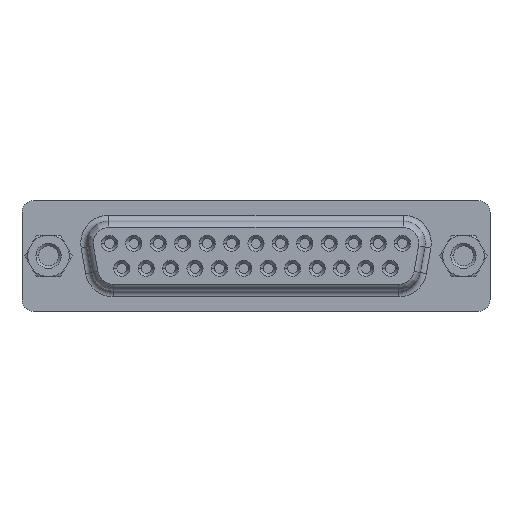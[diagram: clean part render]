
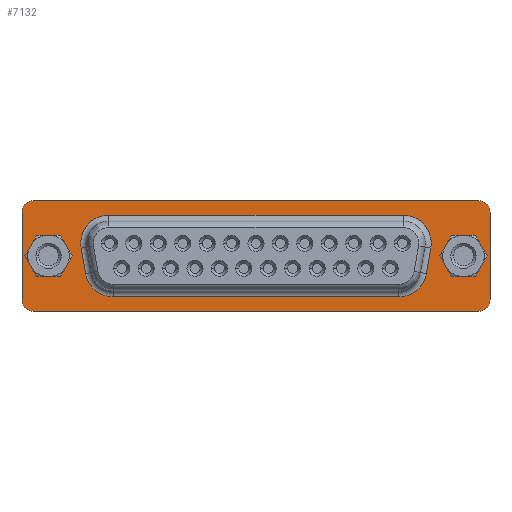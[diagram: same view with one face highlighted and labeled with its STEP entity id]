
A CAD part, top view. The second image highlights one B-rep face of the part: STEP entity #7132.
In plain terms, the highlighted planar face has unit normal (0, 0, 1).
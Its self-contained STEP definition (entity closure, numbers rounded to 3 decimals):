
#805=CARTESIAN_POINT('',(-25.25,4.975,-5.7));
#806=DIRECTION('',(0.,0.,1.));
#807=DIRECTION('',(0.,1.,0.));
#808=AXIS2_PLACEMENT_3D('',#805,#806,#807);
#810=DIRECTION('',(-1.,0.,0.));
#811=VECTOR('',#810,50.5);
#812=CARTESIAN_POINT('',(25.25,6.275,-5.7));
#813=LINE('',#812,#811);
#814=CARTESIAN_POINT('',(25.25,4.975,-5.7));
#815=DIRECTION('',(0.,0.,1.));
#816=DIRECTION('',(1.,0.,0.));
#817=AXIS2_PLACEMENT_3D('',#814,#815,#816);
#819=DIRECTION('',(0.,1.,0.));
#820=VECTOR('',#819,9.95);
#821=CARTESIAN_POINT('',(26.55,-4.975,-5.7));
#822=LINE('',#821,#820);
#823=CARTESIAN_POINT('',(25.25,-4.975,-5.7));
#824=DIRECTION('',(0.,0.,1.));
#825=DIRECTION('',(0.,-1.,0.));
#826=AXIS2_PLACEMENT_3D('',#823,#824,#825);
#828=DIRECTION('',(1.,0.,0.));
#829=VECTOR('',#828,50.5);
#830=CARTESIAN_POINT('',(-25.25,-6.275,-5.7));
#831=LINE('',#830,#829);
#832=CARTESIAN_POINT('',(-25.25,-4.975,-5.7));
#833=DIRECTION('',(0.,0.,1.));
#834=DIRECTION('',(-1.,0.,0.));
#835=AXIS2_PLACEMENT_3D('',#832,#833,#834);
#837=DIRECTION('',(0.,-1.,0.));
#838=VECTOR('',#837,9.95);
#839=CARTESIAN_POINT('',(-26.55,4.975,-5.7));
#840=LINE('',#839,#838);
#841=CARTESIAN_POINT('',(-16.179,-1.45,-5.7));
#842=DIRECTION('',(0.,0.,-1.));
#843=DIRECTION('',(0.,-1.,0.));
#844=AXIS2_PLACEMENT_3D('',#841,#842,#843);
#846=DIRECTION('',(-1.,0.,0.));
#847=VECTOR('',#846,32.357);
#848=CARTESIAN_POINT('',(16.179,-4.65,-5.7));
#849=LINE('',#848,#847);
#850=CARTESIAN_POINT('',(16.179,-1.45,-5.7));
#851=DIRECTION('',(0.,0.,-1.));
#852=DIRECTION('',(0.985,-0.174,0.));
#853=AXIS2_PLACEMENT_3D('',#850,#851,#852);
#855=DIRECTION('',(-0.174,-0.985,0.));
#856=VECTOR('',#855,2.945);
#857=CARTESIAN_POINT('',(19.841,0.894,-5.7));
#858=LINE('',#857,#856);
#859=CARTESIAN_POINT('',(16.69,1.45,-5.7));
#860=DIRECTION('',(0.,0.,-1.));
#861=DIRECTION('',(0.,1.,0.));
#862=AXIS2_PLACEMENT_3D('',#859,#860,#861);
#864=DIRECTION('',(1.,0.,0.));
#865=VECTOR('',#864,33.38);
#866=CARTESIAN_POINT('',(-16.69,4.65,-5.7));
#867=LINE('',#866,#865);
#868=CARTESIAN_POINT('',(-16.69,1.45,-5.7));
#869=DIRECTION('',(0.,0.,-1.));
#870=DIRECTION('',(-0.985,-0.174,0.));
#871=AXIS2_PLACEMENT_3D('',#868,#869,#870);
#873=DIRECTION('',(-0.174,0.985,0.));
#874=VECTOR('',#873,2.945);
#875=CARTESIAN_POINT('',(-19.33,-2.006,-5.7));
#876=LINE('',#875,#874);
#877=CARTESIAN_POINT('',(23.54,0.,-5.7));
#878=DIRECTION('',(0.,0.,1.));
#879=DIRECTION('',(1.,0.,0.));
#880=AXIS2_PLACEMENT_3D('',#877,#878,#879);
#882=CARTESIAN_POINT('',(23.54,0.,-5.7));
#883=DIRECTION('',(0.,0.,1.));
#884=DIRECTION('',(-1.,0.,0.));
#885=AXIS2_PLACEMENT_3D('',#882,#883,#884);
#887=CARTESIAN_POINT('',(-23.54,0.,-5.7));
#888=DIRECTION('',(0.,0.,1.));
#889=DIRECTION('',(1.,0.,0.));
#890=AXIS2_PLACEMENT_3D('',#887,#888,#889);
#892=CARTESIAN_POINT('',(-23.54,0.,-5.7));
#893=DIRECTION('',(0.,0.,1.));
#894=DIRECTION('',(-1.,0.,0.));
#895=AXIS2_PLACEMENT_3D('',#892,#893,#894);
#5126=CARTESIAN_POINT('',(-25.25,6.275,-5.7));
#5127=CARTESIAN_POINT('',(-26.55,4.975,-5.7));
#5128=VERTEX_POINT('',#5126);
#5129=VERTEX_POINT('',#5127);
#5130=CARTESIAN_POINT('',(-26.55,-4.975,-5.7));
#5131=VERTEX_POINT('',#5130);
#5132=CARTESIAN_POINT('',(-25.25,-6.275,-5.7));
#5133=VERTEX_POINT('',#5132);
#5134=CARTESIAN_POINT('',(25.25,-6.275,-5.7));
#5135=VERTEX_POINT('',#5134);
#5136=CARTESIAN_POINT('',(26.55,-4.975,-5.7));
#5137=VERTEX_POINT('',#5136);
#5138=CARTESIAN_POINT('',(26.55,4.975,-5.7));
#5139=VERTEX_POINT('',#5138);
#5140=CARTESIAN_POINT('',(25.25,6.275,-5.7));
#5141=VERTEX_POINT('',#5140);
#5870=CARTESIAN_POINT('',(25.79,0.,-5.7));
#5871=CARTESIAN_POINT('',(21.29,0.,-5.7));
#5872=VERTEX_POINT('',#5870);
#5873=VERTEX_POINT('',#5871);
#5874=CARTESIAN_POINT('',(-21.29,0.,-5.7));
#5875=CARTESIAN_POINT('',(-25.79,0.,-5.7));
#5876=VERTEX_POINT('',#5874);
#5877=VERTEX_POINT('',#5875);
#6130=CARTESIAN_POINT('',(-16.179,-4.65,-5.7));
#6131=CARTESIAN_POINT('',(-19.33,-2.006,-5.7));
#6132=VERTEX_POINT('',#6130);
#6133=VERTEX_POINT('',#6131);
#6136=CARTESIAN_POINT('',(-19.841,0.894,-5.7));
#6137=VERTEX_POINT('',#6136);
#6140=CARTESIAN_POINT('',(-16.69,4.65,-5.7));
#6141=VERTEX_POINT('',#6140);
#6144=CARTESIAN_POINT('',(16.69,4.65,-5.7));
#6145=VERTEX_POINT('',#6144);
#6148=CARTESIAN_POINT('',(19.841,0.894,-5.7));
#6149=VERTEX_POINT('',#6148);
#6152=CARTESIAN_POINT('',(19.33,-2.006,-5.7));
#6153=VERTEX_POINT('',#6152);
#6156=CARTESIAN_POINT('',(16.179,-4.65,-5.7));
#6157=VERTEX_POINT('',#6156);
#7080=CARTESIAN_POINT('',(0.,0.,-5.7));
#7081=DIRECTION('',(0.,0.,1.));
#7082=DIRECTION('',(1.,0.,0.));
#7083=AXIS2_PLACEMENT_3D('',#7080,#7081,#7082);
#7084=PLANE('',#7083);
#7085=ORIENTED_EDGE('',*,*,#7070,.F.);
#7087=ORIENTED_EDGE('',*,*,#7086,.F.);
#7089=ORIENTED_EDGE('',*,*,#7088,.F.);
#7091=ORIENTED_EDGE('',*,*,#7090,.F.);
#7093=ORIENTED_EDGE('',*,*,#7092,.F.);
#7095=ORIENTED_EDGE('',*,*,#7094,.F.);
#7097=ORIENTED_EDGE('',*,*,#7096,.F.);
#7099=ORIENTED_EDGE('',*,*,#7098,.F.);
#7100=EDGE_LOOP('',(#7085,#7087,#7089,#7091,#7093,#7095,#7097,#7099));
#7101=FACE_OUTER_BOUND('',#7100,.F.);
#7103=ORIENTED_EDGE('',*,*,#7102,.F.);
#7105=ORIENTED_EDGE('',*,*,#7104,.F.);
#7107=ORIENTED_EDGE('',*,*,#7106,.F.);
#7109=ORIENTED_EDGE('',*,*,#7108,.F.);
#7111=ORIENTED_EDGE('',*,*,#7110,.F.);
#7113=ORIENTED_EDGE('',*,*,#7112,.F.);
#7115=ORIENTED_EDGE('',*,*,#7114,.F.);
#7117=ORIENTED_EDGE('',*,*,#7116,.F.);
#7118=EDGE_LOOP('',(#7103,#7105,#7107,#7109,#7111,#7113,#7115,#7117));
#7119=FACE_BOUND('',#7118,.F.);
#7121=ORIENTED_EDGE('',*,*,#7120,.T.);
#7123=ORIENTED_EDGE('',*,*,#7122,.T.);
#7124=EDGE_LOOP('',(#7121,#7123));
#7125=FACE_BOUND('',#7124,.F.);
#7127=ORIENTED_EDGE('',*,*,#7126,.T.);
#7129=ORIENTED_EDGE('',*,*,#7128,.T.);
#7130=EDGE_LOOP('',(#7127,#7129));
#7131=FACE_BOUND('',#7130,.F.);
#809=CIRCLE('',#808,1.3);
#818=CIRCLE('',#817,1.3);
#827=CIRCLE('',#826,1.3);
#836=CIRCLE('',#835,1.3);
#845=CIRCLE('',#844,3.2);
#854=CIRCLE('',#853,3.2);
#863=CIRCLE('',#862,3.2);
#872=CIRCLE('',#871,3.2);
#881=CIRCLE('',#880,2.25);
#886=CIRCLE('',#885,2.25);
#891=CIRCLE('',#890,2.25);
#896=CIRCLE('',#895,2.25);
#7070=EDGE_CURVE('',#5128,#5129,#809,.T.);
#7086=EDGE_CURVE('',#5141,#5128,#813,.T.);
#7088=EDGE_CURVE('',#5139,#5141,#818,.T.);
#7090=EDGE_CURVE('',#5137,#5139,#822,.T.);
#7092=EDGE_CURVE('',#5135,#5137,#827,.T.);
#7094=EDGE_CURVE('',#5133,#5135,#831,.T.);
#7096=EDGE_CURVE('',#5131,#5133,#836,.T.);
#7098=EDGE_CURVE('',#5129,#5131,#840,.T.);
#7102=EDGE_CURVE('',#6132,#6133,#845,.T.);
#7104=EDGE_CURVE('',#6157,#6132,#849,.T.);
#7106=EDGE_CURVE('',#6153,#6157,#854,.T.);
#7108=EDGE_CURVE('',#6149,#6153,#858,.T.);
#7110=EDGE_CURVE('',#6145,#6149,#863,.T.);
#7112=EDGE_CURVE('',#6141,#6145,#867,.T.);
#7114=EDGE_CURVE('',#6137,#6141,#872,.T.);
#7116=EDGE_CURVE('',#6133,#6137,#876,.T.);
#7120=EDGE_CURVE('',#5872,#5873,#881,.T.);
#7122=EDGE_CURVE('',#5873,#5872,#886,.T.);
#7126=EDGE_CURVE('',#5876,#5877,#891,.T.);
#7128=EDGE_CURVE('',#5877,#5876,#896,.T.);
#7132=ADVANCED_FACE('',(#7101,#7119,#7125,#7131),#7084,.T.);
